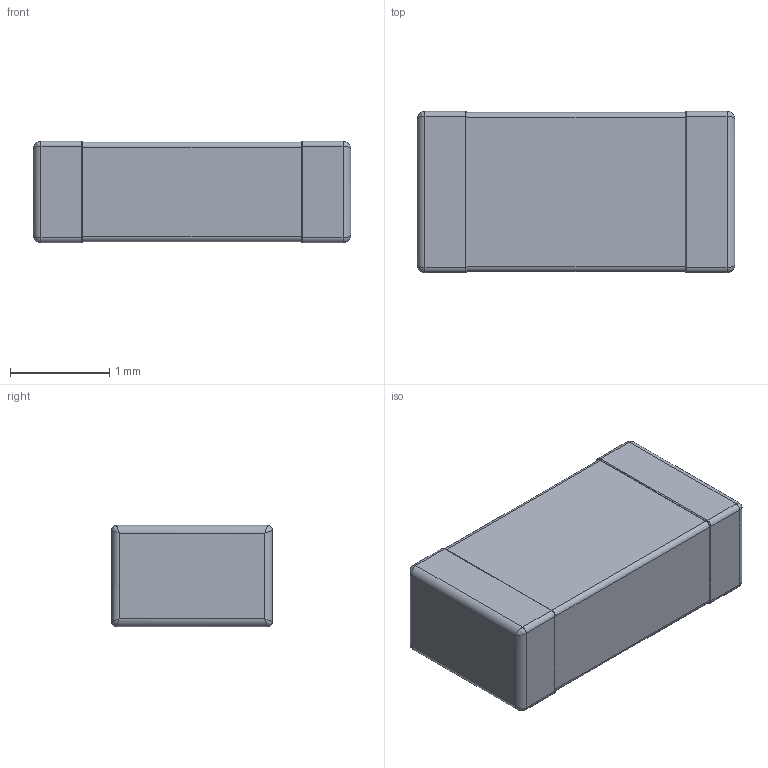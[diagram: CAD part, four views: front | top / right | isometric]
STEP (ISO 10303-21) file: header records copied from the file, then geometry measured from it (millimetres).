
FILE_DESCRIPTION (( 'STEP AP214' ), '1' );
FILE_NAME ('4DBAFE56-4855-43C0-83AE-8C2D609FB186.STEP', '2024-09-26T20:34:25', ( '' ), ( '' ), 'SwSTEP 2.0', 'SolidWorks 2022', '' );
FILE_SCHEMA (( 'AUTOMOTIVE_DESIGN' ));
Length unit declared in the file: millimetre
Products named in the file (1): 4DBAFE56-4855-43C0-83AE-8C2D609FB186
Bounding box: 3.2 x 1.62 x 1.02 mm (x, y, z)
Volume: 5.2 mm3; surface area: 25.8 mm2
Topology: 3 solids, 3 shells, 62 faces, 136 edges, 72 vertices
Faces by surface type: cylinder 28, plane 18, torus 8, bspline 8
Entity records: 2438 total; most frequent: CARTESIAN_POINT 447, DIRECTION 270, ORIENTED_EDGE 256, EDGE_CURVE 128, AXIS2_PLACEMENT_3D 103, VERTEX_POINT 72, UNCERTAINTY_MEASURE_WITH_UNIT 67, PRESENTATION_STYLE_ASSIGNMENT 66
